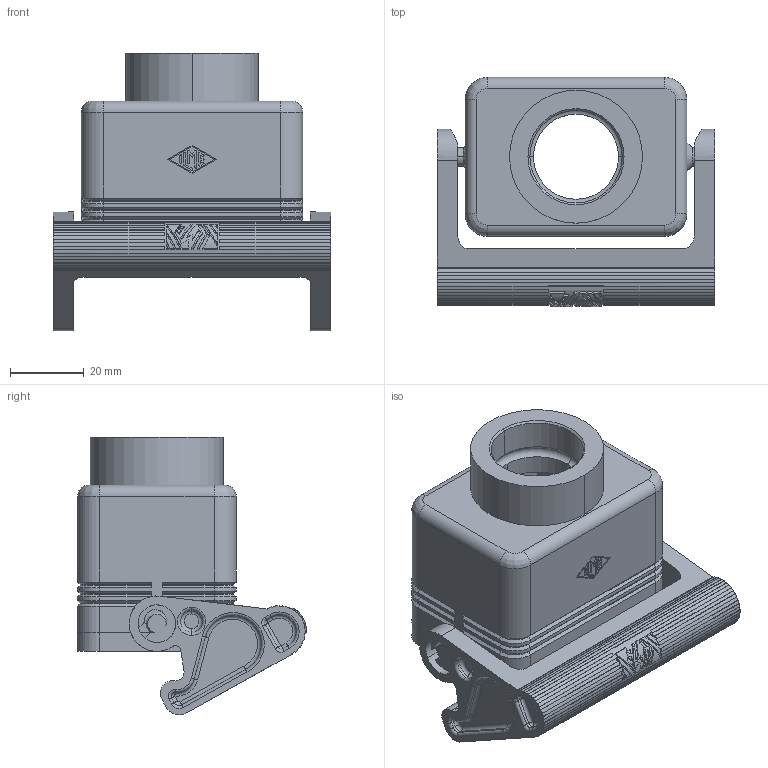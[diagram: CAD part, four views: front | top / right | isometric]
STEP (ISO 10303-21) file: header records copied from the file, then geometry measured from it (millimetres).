
FILE_DESCRIPTION(('Creo Elements/Direct Modeling STEP Export'),'2;1');
FILE_NAME('MHVN 06 LG25.stp','2014-06-23T11:26:42',(''),(''),'Creo Elements/Direct Modeling STEP processor for AP214 (Solid Model)','Creo Elements/Direct Modeling 18.0B 02-Dec-2011 (C) Parametric Technology GmbH','');
FILE_SCHEMA(('AUTOMOTIVE_DESIGN { 1 0 10303 214 1 1 1 1 }'));
Length unit declared in the file: millimetre
Products named in the file (6): MFVN_06_LG25; MFVN_06_LG25.stp; CHV_Tüllengehäuse_1_Bügel_für_einen_Einsatz; MHV_06_LG25.stp; g1
Assembly tree (5 placements, depth 4):
  g1
    MHV_06_LG25.stp
      CHV_Tüllengehäuse_1_Bügel_für_einen_Einsatz
    MFVN_06_LG25.stp
      MFVN_06_LG25
        MFVN_06_LG25
Bounding box: 75 x 62.02 x 75.18 mm (x, y, z)
Volume: 57777.6 mm3; surface area: 33963.7 mm2
Topology: 2 solids, 2 shells, 626 faces, 1617 edges, 1016 vertices
Faces by surface type: plane 343, cylinder 203, torus 38, cone 38, bspline 4
Entity records: 21322 total; most frequent: CARTESIAN_POINT 3288, ORIENTED_EDGE 3220, DIRECTION 3180, EDGE_CURVE 1610, AXIS2_PLACEMENT_3D 1100, VERTEX_POINT 1016, VECTOR 980, LINE 980
